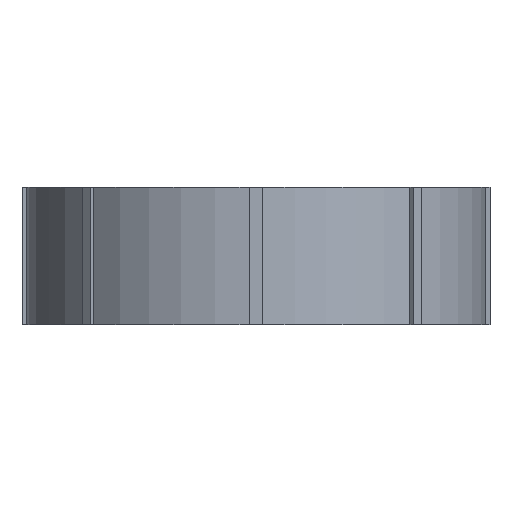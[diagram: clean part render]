
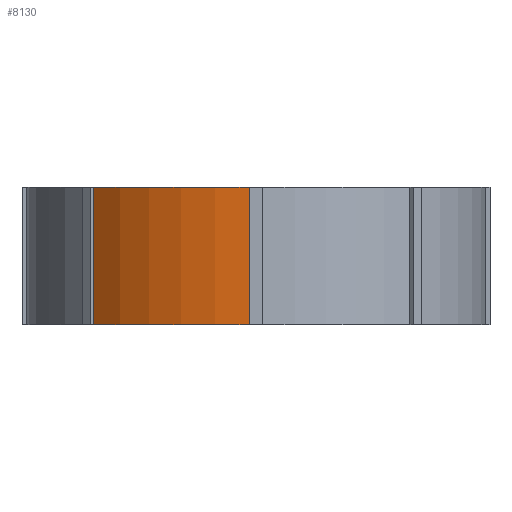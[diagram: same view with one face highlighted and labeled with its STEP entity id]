
A CAD part, front view. The second image highlights one B-rep face of the part: STEP entity #8130.
In plain terms, the highlighted cylindrical face has radius 99.999 mm (diameter 199.999 mm), a partial arc.
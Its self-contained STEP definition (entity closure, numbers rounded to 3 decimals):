
#142=CIRCLE('',#8549,99.999);
#143=CIRCLE('',#8550,99.999);
#255=CYLINDRICAL_SURFACE('',#8548,99.999);
#314=FACE_OUTER_BOUND('',#716,.T.);
#716=EDGE_LOOP('',(#5406,#5407,#5408,#5409));
#1244=LINE('',#11188,#2325);
#1250=LINE('',#11205,#2331);
#2325=VECTOR('',#9069,10.);
#2331=VECTOR('',#9087,10.);
#3406=VERTEX_POINT('',#11185);
#3407=VERTEX_POINT('',#11187);
#3411=VERTEX_POINT('',#11202);
#3412=VERTEX_POINT('',#11204);
#4200=EDGE_CURVE('',#3407,#3406,#1244,.T.);
#4208=EDGE_CURVE('',#3411,#3406,#142,.T.);
#4209=EDGE_CURVE('',#3412,#3411,#1250,.T.);
#4210=EDGE_CURVE('',#3407,#3412,#143,.T.);
#5406=ORIENTED_EDGE('',*,*,#4200,.T.);
#5407=ORIENTED_EDGE('',*,*,#4208,.F.);
#5408=ORIENTED_EDGE('',*,*,#4209,.F.);
#5409=ORIENTED_EDGE('',*,*,#4210,.F.);
#8130=ADVANCED_FACE('',(#314),#255,.T.);
#8548=AXIS2_PLACEMENT_3D('',#11201,#9083,#9084);
#8549=AXIS2_PLACEMENT_3D('',#11203,#9085,#9086);
#8550=AXIS2_PLACEMENT_3D('',#11206,#9088,#9089);
#9069=DIRECTION('',(0.,0.,1.));
#9083=DIRECTION('center_axis',(0.,0.,1.));
#9084=DIRECTION('ref_axis',(-1.,0.,0.));
#9085=DIRECTION('center_axis',(0.,0.,1.));
#9086=DIRECTION('ref_axis',(-1.,0.,0.));
#9087=DIRECTION('',(0.,0.,1.));
#9088=DIRECTION('center_axis',(0.,0.,-1.));
#9089=DIRECTION('ref_axis',(-1.,0.,0.));
#11185=CARTESIAN_POINT('',(-183.001,-184.954,60.));
#11187=CARTESIAN_POINT('',(-183.001,-184.954,0.));
#11188=CARTESIAN_POINT('',(-183.001,-184.954,0.));
#11201=CARTESIAN_POINT('Origin',(-180.001,-84.999,0.));
#11202=CARTESIAN_POINT('',(-250.711,-155.709,60.));
#11203=CARTESIAN_POINT('Origin',(-180.001,-84.999,60.));
#11204=CARTESIAN_POINT('',(-250.711,-155.709,0.));
#11205=CARTESIAN_POINT('',(-250.711,-155.709,0.));
#11206=CARTESIAN_POINT('Origin',(-180.001,-84.999,0.));
